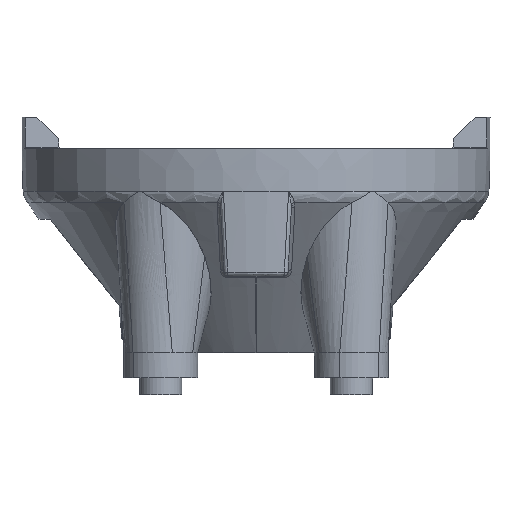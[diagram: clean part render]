
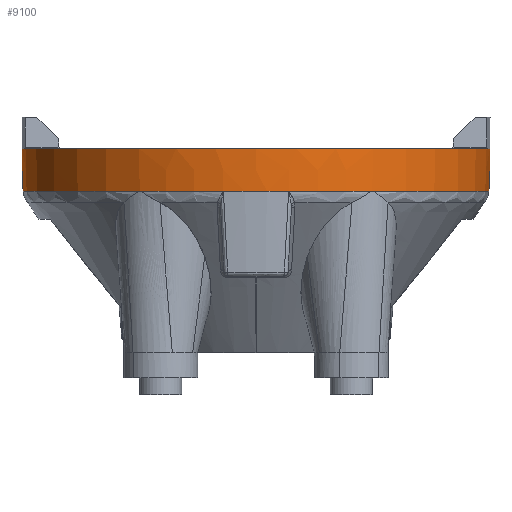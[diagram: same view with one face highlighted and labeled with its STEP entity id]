
A CAD part, front view. The second image highlights one B-rep face of the part: STEP entity #9100.
In plain terms, the highlighted face is a revolution surface.
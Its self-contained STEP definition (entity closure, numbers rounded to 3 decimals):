
#9100 = ADVANCED_FACE('',(#9101),#9238,.T.);
#9101 = FACE_BOUND('',#9102,.T.);
#9102 = EDGE_LOOP('',(#9103,#9114,#9123,#9132,#9141,#9150,#9159,#9168,
    #9177,#9186,#9195,#9204,#9213,#9222,#9231));
#9103 = ORIENTED_EDGE('',*,*,#9104,.T.);
#9104 = EDGE_CURVE('',#9105,#9107,#9109,.T.);
#9105 = VERTEX_POINT('',#9106);
#9106 = CARTESIAN_POINT('',(5.488,9.511,
    10.009));
#9107 = VERTEX_POINT('',#9108);
#9108 = CARTESIAN_POINT('',(5.49,9.509,
    10.01));
#9109 = B_SPLINE_CURVE_WITH_KNOTS('',3,(#9110,#9111,#9112,#9113),
  .UNSPECIFIED.,.F.,.F.,(4,4),(0.,1.),.PIECEWISE_BEZIER_KNOTS.);
#9110 = CARTESIAN_POINT('',(5.488,9.511,
    10.009));
#9111 = CARTESIAN_POINT('',(5.489,9.51,
    10.01));
#9112 = CARTESIAN_POINT('',(5.489,9.51,10.01
    ));
#9113 = CARTESIAN_POINT('',(5.49,9.509,
    10.01));
#9114 = ORIENTED_EDGE('',*,*,#9115,.T.);
#9115 = EDGE_CURVE('',#9107,#9116,#9118,.T.);
#9116 = VERTEX_POINT('',#9117);
#9117 = CARTESIAN_POINT('',(5.49,-9.51,
    10.01));
#9118 = CIRCLE('',#9119,10.98);
#9119 = AXIS2_PLACEMENT_3D('',#9120,#9121,#9122);
#9120 = CARTESIAN_POINT('',(0.,0.,
    10.01));
#9121 = DIRECTION('',(0.,0.,-1.));
#9122 = DIRECTION('',(0.5,0.866,0.)
  );
#9123 = ORIENTED_EDGE('',*,*,#9124,.T.);
#9124 = EDGE_CURVE('',#9116,#9125,#9127,.T.);
#9125 = VERTEX_POINT('',#9126);
#9126 = CARTESIAN_POINT('',(1.538,-10.872,
    10.01));
#9127 = CIRCLE('',#9128,10.98);
#9128 = AXIS2_PLACEMENT_3D('',#9129,#9130,#9131);
#9129 = CARTESIAN_POINT('',(0.,0.,
    10.01));
#9130 = DIRECTION('',(0.,0.,-1.));
#9131 = DIRECTION('',(0.5,-0.866,0.)
  );
#9132 = ORIENTED_EDGE('',*,*,#9133,.T.);
#9133 = EDGE_CURVE('',#9125,#9134,#9136,.T.);
#9134 = VERTEX_POINT('',#9135);
#9135 = CARTESIAN_POINT('',(-1.538,-10.872,
    10.01));
#9136 = CIRCLE('',#9137,10.98);
#9137 = AXIS2_PLACEMENT_3D('',#9138,#9139,#9140);
#9138 = CARTESIAN_POINT('',(0.,0.,
    10.01));
#9139 = DIRECTION('',(0.,0.,-1.));
#9140 = DIRECTION('',(0.14,-0.99,0.)
  );
#9141 = ORIENTED_EDGE('',*,*,#9142,.T.);
#9142 = EDGE_CURVE('',#9134,#9143,#9145,.T.);
#9143 = VERTEX_POINT('',#9144);
#9144 = CARTESIAN_POINT('',(-5.49,-9.51,
    10.01));
#9145 = CIRCLE('',#9146,10.98);
#9146 = AXIS2_PLACEMENT_3D('',#9147,#9148,#9149);
#9147 = CARTESIAN_POINT('',(0.,0.,
    10.01));
#9148 = DIRECTION('',(0.,0.,-1.));
#9149 = DIRECTION('',(-0.14,-0.99,0.
    ));
#9150 = ORIENTED_EDGE('',*,*,#9151,.T.);
#9151 = EDGE_CURVE('',#9143,#9152,#9154,.T.);
#9152 = VERTEX_POINT('',#9153);
#9153 = CARTESIAN_POINT('',(-5.49,9.51,
    10.01));
#9154 = CIRCLE('',#9155,10.98);
#9155 = AXIS2_PLACEMENT_3D('',#9156,#9157,#9158);
#9156 = CARTESIAN_POINT('',(0.,0.,
    10.01));
#9157 = DIRECTION('',(0.,0.,-1.));
#9158 = DIRECTION('',(-0.5,-0.866,
    0.));
#9159 = ORIENTED_EDGE('',*,*,#9160,.T.);
#9160 = EDGE_CURVE('',#9152,#9161,#9163,.T.);
#9161 = VERTEX_POINT('',#9162);
#9162 = CARTESIAN_POINT('',(-1.456,10.883,
    10.01));
#9163 = CIRCLE('',#9164,10.98);
#9164 = AXIS2_PLACEMENT_3D('',#9165,#9166,#9167);
#9165 = CARTESIAN_POINT('',(0.,0.,
    10.01));
#9166 = DIRECTION('',(0.,0.,-1.));
#9167 = DIRECTION('',(-0.5,0.866,0.)
  );
#9168 = ORIENTED_EDGE('',*,*,#9169,.T.);
#9169 = EDGE_CURVE('',#9161,#9170,#9172,.T.);
#9170 = VERTEX_POINT('',#9171);
#9171 = CARTESIAN_POINT('',(-1.807,10.901,12.));
#9172 = ELLIPSE('',#9173,64.087,10.908);
#9173 = AXIS2_PLACEMENT_3D('',#9174,#9175,#9176);
#9174 = CARTESIAN_POINT('',(-2.204,0.,
    14.249));
#9175 = DIRECTION('',(0.985,0.,0.174)
  );
#9176 = DIRECTION('',(0.174,0.,-0.985));
#9177 = ORIENTED_EDGE('',*,*,#9178,.T.);
#9178 = EDGE_CURVE('',#9170,#9179,#9181,.T.);
#9179 = VERTEX_POINT('',#9180);
#9180 = CARTESIAN_POINT('',(-10.868,1.996,12.));
#9181 = CIRCLE('',#9182,11.05);
#9182 = AXIS2_PLACEMENT_3D('',#9183,#9184,#9185);
#9183 = CARTESIAN_POINT('',(0.,0.,12.)
  );
#9184 = DIRECTION('',(0.,0.,1.));
#9185 = DIRECTION('',(-0.164,0.987,0.)
  );
#9186 = ORIENTED_EDGE('',*,*,#9187,.T.);
#9187 = EDGE_CURVE('',#9179,#9188,#9190,.T.);
#9188 = VERTEX_POINT('',#9189);
#9189 = CARTESIAN_POINT('',(-10.868,-1.996,12.));
#9190 = CIRCLE('',#9191,11.05);
#9191 = AXIS2_PLACEMENT_3D('',#9192,#9193,#9194);
#9192 = CARTESIAN_POINT('',(0.,0.,12.)
  );
#9193 = DIRECTION('',(0.,0.,1.));
#9194 = DIRECTION('',(-0.984,0.181,0.
    ));
#9195 = ORIENTED_EDGE('',*,*,#9196,.T.);
#9196 = EDGE_CURVE('',#9188,#9197,#9199,.T.);
#9197 = VERTEX_POINT('',#9198);
#9198 = CARTESIAN_POINT('',(10.868,-1.996,12.));
#9199 = CIRCLE('',#9200,11.05);
#9200 = AXIS2_PLACEMENT_3D('',#9201,#9202,#9203);
#9201 = CARTESIAN_POINT('',(0.,0.,12.)
  );
#9202 = DIRECTION('',(0.,0.,1.));
#9203 = DIRECTION('',(-0.984,-0.181,
    0.));
#9204 = ORIENTED_EDGE('',*,*,#9205,.T.);
#9205 = EDGE_CURVE('',#9197,#9206,#9208,.T.);
#9206 = VERTEX_POINT('',#9207);
#9207 = CARTESIAN_POINT('',(10.868,1.996,12.));
#9208 = CIRCLE('',#9209,11.05);
#9209 = AXIS2_PLACEMENT_3D('',#9210,#9211,#9212);
#9210 = CARTESIAN_POINT('',(0.,0.,12.)
  );
#9211 = DIRECTION('',(0.,0.,1.));
#9212 = DIRECTION('',(0.984,-0.181,0.)
  );
#9213 = ORIENTED_EDGE('',*,*,#9214,.T.);
#9214 = EDGE_CURVE('',#9206,#9215,#9217,.T.);
#9215 = VERTEX_POINT('',#9216);
#9216 = CARTESIAN_POINT('',(1.807,10.901,12.));
#9217 = CIRCLE('',#9218,11.05);
#9218 = AXIS2_PLACEMENT_3D('',#9219,#9220,#9221);
#9219 = CARTESIAN_POINT('',(0.,0.,12.)
  );
#9220 = DIRECTION('',(0.,0.,1.));
#9221 = DIRECTION('',(0.984,0.181,0.)
  );
#9222 = ORIENTED_EDGE('',*,*,#9223,.T.);
#9223 = EDGE_CURVE('',#9215,#9224,#9226,.T.);
#9224 = VERTEX_POINT('',#9225);
#9225 = CARTESIAN_POINT('',(1.456,10.883,
    10.01));
#9226 = ELLIPSE('',#9227,64.087,10.908);
#9227 = AXIS2_PLACEMENT_3D('',#9228,#9229,#9230);
#9228 = CARTESIAN_POINT('',(2.204,0.,
    14.249));
#9229 = DIRECTION('',(-0.985,0.,0.174
    ));
#9230 = DIRECTION('',(-0.174,0.,-0.985)
  );
#9231 = ORIENTED_EDGE('',*,*,#9232,.T.);
#9232 = EDGE_CURVE('',#9224,#9105,#9233,.T.);
#9233 = CIRCLE('',#9234,10.98);
#9234 = AXIS2_PLACEMENT_3D('',#9235,#9236,#9237);
#9235 = CARTESIAN_POINT('',(0.,0.,
    10.01));
#9236 = DIRECTION('',(0.,0.,-1.));
#9237 = DIRECTION('',(0.133,0.991,0.)
  );
#9238 = SURFACE_OF_REVOLUTION('',#9239,#9243);
#9239 = LINE('',#9240,#9241);
#9240 = CARTESIAN_POINT('',(-0.14,11.051,
    12.04));
#9241 = VECTOR('',#9242,1.);
#9242 = DIRECTION('',(0.,-0.035,
    -0.999));
#9243 = AXIS1_PLACEMENT('',#9244,#9245);
#9244 = CARTESIAN_POINT('',(0.,0.,
    -304.431));
#9245 = DIRECTION('',(0.,0.,1.));
